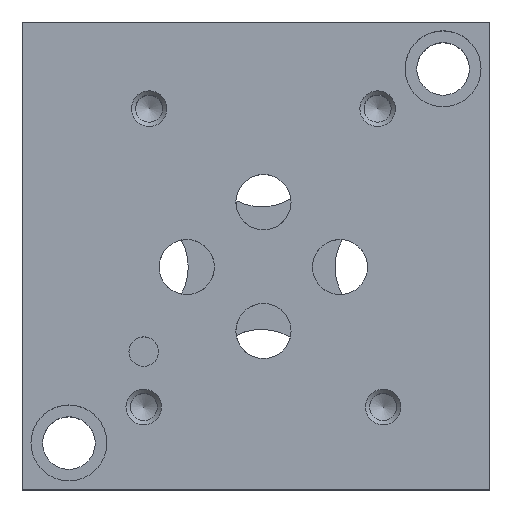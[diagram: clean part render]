
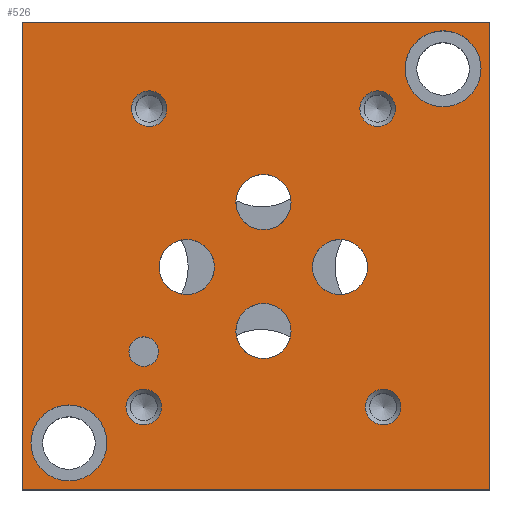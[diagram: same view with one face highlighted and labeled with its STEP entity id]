
A CAD part, top view. The second image highlights one B-rep face of the part: STEP entity #526.
In plain terms, the highlighted planar face has unit normal (0, 0, 1).
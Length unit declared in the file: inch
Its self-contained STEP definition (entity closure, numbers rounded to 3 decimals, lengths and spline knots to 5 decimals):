
#526 = ADVANCED_FACE( '', ( #1143, #1144, #1145, #1146, #1147, #1148, #1149, #1150, #1151, #1152, #1153, #1154 ), #1155, .F. );
#1143 = FACE_BOUND( '', #1830, .T. );
#1144 = FACE_BOUND( '', #1831, .T. );
#1145 = FACE_BOUND( '', #1832, .T. );
#1146 = FACE_BOUND( '', #1833, .T. );
#1147 = FACE_BOUND( '', #1834, .T. );
#1148 = FACE_BOUND( '', #1835, .T. );
#1149 = FACE_BOUND( '', #1836, .T. );
#1150 = FACE_BOUND( '', #1837, .T. );
#1151 = FACE_BOUND( '', #1838, .T. );
#1152 = FACE_BOUND( '', #1839, .T. );
#1153 = FACE_BOUND( '', #1840, .T. );
#1154 = FACE_OUTER_BOUND( '', #1841, .T. );
#1155 = PLANE( '', #1842 );
#1830 = EDGE_LOOP( '', ( #3379 ) );
#1831 = EDGE_LOOP( '', ( #3380 ) );
#1832 = EDGE_LOOP( '', ( #3381 ) );
#1833 = EDGE_LOOP( '', ( #3382 ) );
#1834 = EDGE_LOOP( '', ( #3383 ) );
#1835 = EDGE_LOOP( '', ( #3384 ) );
#1836 = EDGE_LOOP( '', ( #3385 ) );
#1837 = EDGE_LOOP( '', ( #3386 ) );
#1838 = EDGE_LOOP( '', ( #3387 ) );
#1839 = EDGE_LOOP( '', ( #3388 ) );
#1840 = EDGE_LOOP( '', ( #3389 ) );
#1841 = EDGE_LOOP( '', ( #3390, #3391, #3392, #3393 ) );
#1842 = AXIS2_PLACEMENT_3D( '', #3394, #3395, #3396 );
#3379 = ORIENTED_EDGE( '', *, *, #4466, .T. );
#3380 = ORIENTED_EDGE( '', *, *, #4253, .T. );
#3381 = ORIENTED_EDGE( '', *, *, #4429, .F. );
#3382 = ORIENTED_EDGE( '', *, *, #4467, .F. );
#3383 = ORIENTED_EDGE( '', *, *, #4468, .F. );
#3384 = ORIENTED_EDGE( '', *, *, #4456, .F. );
#3385 = ORIENTED_EDGE( '', *, *, #4235, .F. );
#3386 = ORIENTED_EDGE( '', *, *, #4469, .F. );
#3387 = ORIENTED_EDGE( '', *, *, #4470, .F. );
#3388 = ORIENTED_EDGE( '', *, *, #4238, .F. );
#3389 = ORIENTED_EDGE( '', *, *, #3912, .F. );
#3390 = ORIENTED_EDGE( '', *, *, #4020, .T. );
#3391 = ORIENTED_EDGE( '', *, *, #4214, .F. );
#3392 = ORIENTED_EDGE( '', *, *, #3908, .F. );
#3393 = ORIENTED_EDGE( '', *, *, #3885, .T. );
#3394 = CARTESIAN_POINT( '', ( 2.5, 2.5, 1. ) );
#3395 = DIRECTION( '', ( 0., 0., -1. ) );
#3396 = DIRECTION( '', ( -1., 0., 0. ) );
#3885 = EDGE_CURVE( '', #4635, #4633, #4636, .T. );
#3908 = EDGE_CURVE( '', #4635, #4674, #4675, .T. );
#3912 = EDGE_CURVE( '', #4680, #4680, #4681, .T. );
#4020 = EDGE_CURVE( '', #4633, #4864, #4866, .T. );
#4214 = EDGE_CURVE( '', #4674, #4864, #5174, .T. );
#4235 = EDGE_CURVE( '', #5200, #5200, #5201, .T. );
#4238 = EDGE_CURVE( '', #5205, #5205, #5206, .T. );
#4253 = EDGE_CURVE( '', #5228, #5228, #5229, .T. );
#4429 = EDGE_CURVE( '', #5455, #5455, #5456, .T. );
#4456 = EDGE_CURVE( '', #5488, #5488, #5489, .T. );
#4466 = EDGE_CURVE( '', #5499, #5499, #5500, .T. );
#4467 = EDGE_CURVE( '', #5501, #5501, #5502, .T. );
#4468 = EDGE_CURVE( '', #5503, #5503, #5504, .T. );
#4469 = EDGE_CURVE( '', #5505, #5505, #5506, .T. );
#4470 = EDGE_CURVE( '', #5507, #5507, #5508, .T. );
#4633 = VERTEX_POINT( '', #5711 );
#4635 = VERTEX_POINT( '', #5714 );
#4636 = LINE( '', #5715, #5716 );
#4674 = VERTEX_POINT( '', #5771 );
#4675 = LINE( '', #5772, #5773 );
#4680 = VERTEX_POINT( '', #5780 );
#4681 = CIRCLE( '', #5781, 0.1475 );
#4864 = VERTEX_POINT( '', #6063 );
#4866 = LINE( '', #6066, #6067 );
#5174 = LINE( '', #6551, #6552 );
#5200 = VERTEX_POINT( '', #6587 );
#5201 = CIRCLE( '', #6588, 0.079 );
#5205 = VERTEX_POINT( '', #6592 );
#5206 = CIRCLE( '', #6593, 0.1475 );
#5228 = VERTEX_POINT( '', #6624 );
#5229 = CIRCLE( '', #6625, 0.203 );
#5455 = VERTEX_POINT( '', #6948 );
#5456 = CIRCLE( '', #6949, 0.095 );
#5488 = VERTEX_POINT( '', #6993 );
#5489 = CIRCLE( '', #6994, 0.095 );
#5499 = VERTEX_POINT( '', #7033 );
#5500 = CIRCLE( '', #7034, 0.203 );
#5501 = VERTEX_POINT( '', #7035 );
#5502 = CIRCLE( '', #7036, 0.095 );
#5503 = VERTEX_POINT( '', #7037 );
#5504 = CIRCLE( '', #7038, 0.095 );
#5505 = VERTEX_POINT( '', #7039 );
#5506 = CIRCLE( '', #7040, 0.1475 );
#5507 = VERTEX_POINT( '', #7041 );
#5508 = CIRCLE( '', #7042, 0.1475 );
#5711 = CARTESIAN_POINT( '', ( 0., 2.5, 1. ) );
#5714 = CARTESIAN_POINT( '', ( 2.5, 2.5, 1. ) );
#5715 = CARTESIAN_POINT( '', ( 2.5, 2.5, 1. ) );
#5716 = VECTOR( '', #7179, 39.37008 );
#5771 = CARTESIAN_POINT( '', ( 2.5, 0., 1. ) );
#5772 = CARTESIAN_POINT( '', ( 2.5, 2.5, 1. ) );
#5773 = VECTOR( '', #7197, 39.37008 );
#5780 = CARTESIAN_POINT( '', ( 1.0275, 1.19, 1. ) );
#5781 = AXIS2_PLACEMENT_3D( '', #7200, #7201, #7202 );
#6063 = CARTESIAN_POINT( '', ( 0., 0., 1. ) );
#6066 = CARTESIAN_POINT( '', ( 0., 2.5, 1. ) );
#6067 = VECTOR( '', #7334, 39.37008 );
#6551 = CARTESIAN_POINT( '', ( 2.5, 0., 1. ) );
#6552 = VECTOR( '', #7561, 39.37008 );
#6587 = CARTESIAN_POINT( '', ( 0.729, 0.738, 1. ) );
#6588 = AXIS2_PLACEMENT_3D( '', #7580, #7581, #7582 );
#6592 = CARTESIAN_POINT( '', ( 1.8465, 1.19, 1. ) );
#6593 = AXIS2_PLACEMENT_3D( '', #7586, #7587, #7588 );
#6624 = CARTESIAN_POINT( '', ( 0.047, 0.25, 1. ) );
#6625 = AXIS2_PLACEMENT_3D( '', #7607, #7608, #7609 );
#6948 = CARTESIAN_POINT( '', ( 0.774, 2.037, 1. ) );
#6949 = AXIS2_PLACEMENT_3D( '', #7788, #7789, #7790 );
#6993 = CARTESIAN_POINT( '', ( 1.995, 2.037, 1. ) );
#6994 = AXIS2_PLACEMENT_3D( '', #7809, #7810, #7811 );
#7033 = CARTESIAN_POINT( '', ( 2.047, 2.25, 1. ) );
#7034 = AXIS2_PLACEMENT_3D( '', #7817, #7818, #7819 );
#7035 = CARTESIAN_POINT( '', ( 0.745, 0.442, 1. ) );
#7036 = AXIS2_PLACEMENT_3D( '', #7820, #7821, #7822 );
#7037 = CARTESIAN_POINT( '', ( 2.025, 0.442, 1. ) );
#7038 = AXIS2_PLACEMENT_3D( '', #7823, #7824, #7825 );
#7039 = CARTESIAN_POINT( '', ( 1.4375, 0.848, 1. ) );
#7040 = AXIS2_PLACEMENT_3D( '', #7826, #7827, #7828 );
#7041 = CARTESIAN_POINT( '', ( 1.4375, 1.537, 1. ) );
#7042 = AXIS2_PLACEMENT_3D( '', #7829, #7830, #7831 );
#7179 = DIRECTION( '', ( -1., 0., 0. ) );
#7197 = DIRECTION( '', ( 0., -1., 0. ) );
#7200 = CARTESIAN_POINT( '', ( 0.88, 1.19, 1. ) );
#7201 = DIRECTION( '', ( 0., 0., 1. ) );
#7202 = DIRECTION( '', ( 1., 0., 0. ) );
#7334 = DIRECTION( '', ( 0., -1., 0. ) );
#7561 = DIRECTION( '', ( -1., 0., 0. ) );
#7580 = CARTESIAN_POINT( '', ( 0.65, 0.738, 1. ) );
#7581 = DIRECTION( '', ( 0., 0., 1. ) );
#7582 = DIRECTION( '', ( 1., 0., 0. ) );
#7586 = CARTESIAN_POINT( '', ( 1.699, 1.19, 1. ) );
#7587 = DIRECTION( '', ( 0., 0., 1. ) );
#7588 = DIRECTION( '', ( 1., 0., 0. ) );
#7607 = CARTESIAN_POINT( '', ( 0.25, 0.25, 1. ) );
#7608 = DIRECTION( '', ( 0., 0., -1. ) );
#7609 = DIRECTION( '', ( -1., 0., 0. ) );
#7788 = CARTESIAN_POINT( '', ( 0.679, 2.037, 1. ) );
#7789 = DIRECTION( '', ( 0., 0., 1. ) );
#7790 = DIRECTION( '', ( 1., 0., 0. ) );
#7809 = CARTESIAN_POINT( '', ( 1.9, 2.037, 1. ) );
#7810 = DIRECTION( '', ( 0., 0., 1. ) );
#7811 = DIRECTION( '', ( 1., 0., 0. ) );
#7817 = CARTESIAN_POINT( '', ( 2.25, 2.25, 1. ) );
#7818 = DIRECTION( '', ( 0., 0., -1. ) );
#7819 = DIRECTION( '', ( -1., 0., 0. ) );
#7820 = CARTESIAN_POINT( '', ( 0.65, 0.442, 1. ) );
#7821 = DIRECTION( '', ( 0., 0., 1. ) );
#7822 = DIRECTION( '', ( 1., 0., 0. ) );
#7823 = CARTESIAN_POINT( '', ( 1.93, 0.442, 1. ) );
#7824 = DIRECTION( '', ( 0., 0., 1. ) );
#7825 = DIRECTION( '', ( 1., 0., 0. ) );
#7826 = CARTESIAN_POINT( '', ( 1.29, 0.848, 1. ) );
#7827 = DIRECTION( '', ( 0., 0., 1. ) );
#7828 = DIRECTION( '', ( 1., 0., 0. ) );
#7829 = CARTESIAN_POINT( '', ( 1.29, 1.537, 1. ) );
#7830 = DIRECTION( '', ( 0., 0., 1. ) );
#7831 = DIRECTION( '', ( 1., 0., 0. ) );
